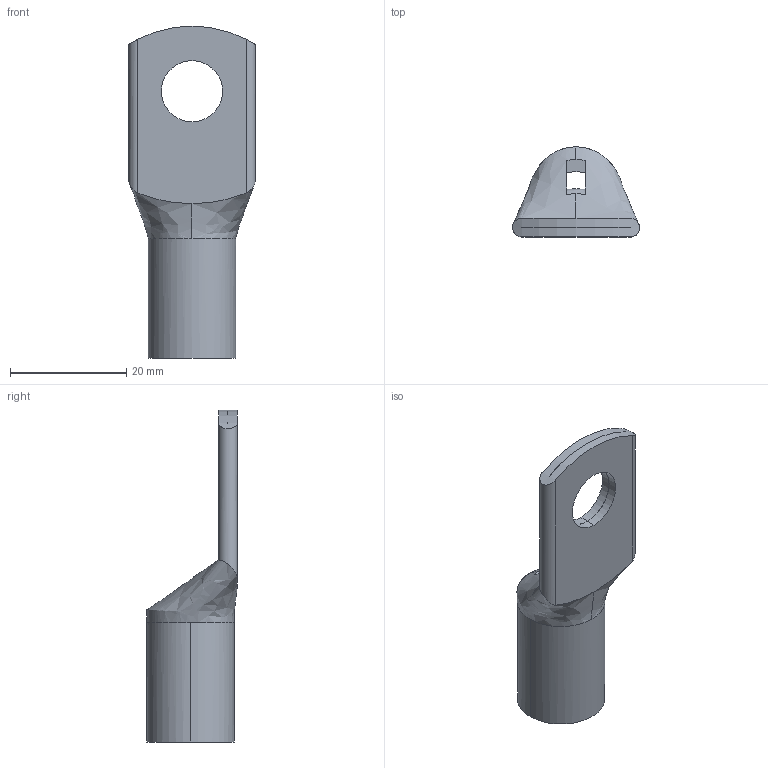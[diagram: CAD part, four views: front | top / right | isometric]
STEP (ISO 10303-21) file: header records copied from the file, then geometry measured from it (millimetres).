
FILE_DESCRIPTION (( 'STEP AP203' ), '1' );
FILE_NAME ('01943.STEP', '2024-09-04T13:59:08', ( '' ), ( '' ), 'SwSTEP 2.0', 'SolidWorks 2022', '' );
FILE_SCHEMA (( 'CONFIG_CONTROL_DESIGN' ));
Length unit declared in the file: millimetre
Products named in the file (1): 01943
Bounding box: 21.8 x 15.5 x 57 mm (x, y, z)
Volume: 3630.4 mm3; surface area: 4801 mm2
Topology: 1 solids, 1 shells, 39 faces, 105 edges, 70 vertices
Faces by surface type: cylinder 15, plane 13, bspline 7, cone 4
Entity records: 2948 total; most frequent: CARTESIAN_POINT 1950, ORIENTED_EDGE 208, DIRECTION 162, EDGE_CURVE 104, VERTEX_POINT 68, AXIS2_PLACEMENT_3D 62, EDGE_LOOP 46, FACE_OUTER_BOUND 39
